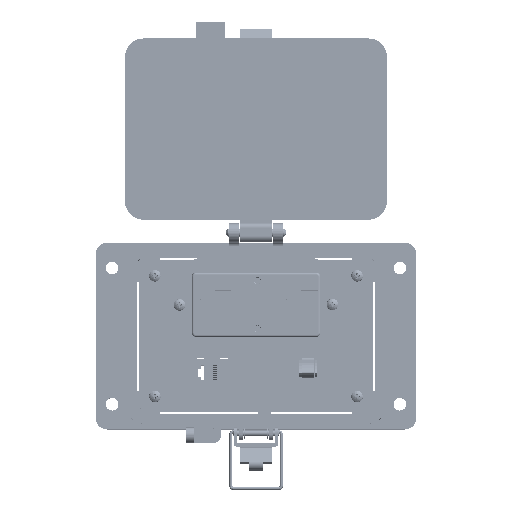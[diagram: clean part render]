
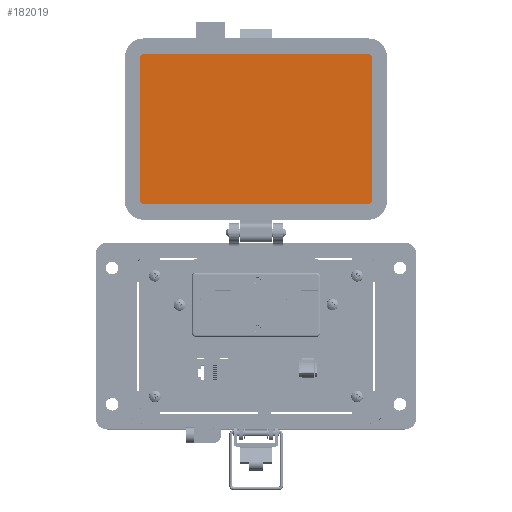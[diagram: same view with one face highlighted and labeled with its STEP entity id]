
A CAD part, top view. The second image highlights one B-rep face of the part: STEP entity #182019.
In plain terms, the highlighted planar face has unit normal (0, 0, 1).
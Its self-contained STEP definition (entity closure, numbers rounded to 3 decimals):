
#724 = EDGE_CURVE ( 'NONE', #177077, #58872, #23295, .T. ) ;
#2701 = CARTESIAN_POINT ( 'NONE',  ( 59.502, 69.55, 8.694 ) ) ;
#3769 = LINE ( 'NONE', #2701, #65468 ) ;
#7551 = PLANE ( 'NONE',  #84243 ) ;
#8895 = LINE ( 'NONE', #156819, #215765 ) ;
#19892 = AXIS2_PLACEMENT_3D ( 'NONE', #162993, #29361, #196959 ) ;
#21553 = ORIENTED_EDGE ( 'NONE', *, *, #65282, .F. ) ;
#23272 = DIRECTION ( 'NONE',  ( 0., 0., -1. ) ) ;
#23295 = LINE ( 'NONE', #91175, #91413 ) ;
#23929 = VECTOR ( 'NONE', #73395, 1000. ) ;
#29361 = DIRECTION ( 'NONE',  ( 0., 0., -1. ) ) ;
#33610 = DIRECTION ( 'NONE',  ( 0., 0., -1. ) ) ;
#35063 = EDGE_CURVE ( 'NONE', #197110, #108982, #8895, .T. ) ;
#35188 = LINE ( 'NONE', #88739, #23929 ) ;
#37282 = CIRCLE ( 'NONE', #19892, 1.785 ) ;
#43308 = CARTESIAN_POINT ( 'NONE',  ( -59.505, 69.55, 8.694 ) ) ;
#45036 = EDGE_CURVE ( 'NONE', #82868, #197110, #215186, .T. ) ;
#51648 = EDGE_CURVE ( 'NONE', #180923, #82868, #3769, .T. ) ;
#56853 = CARTESIAN_POINT ( 'NONE',  ( -30.745, 145.119, 8.694 ) ) ;
#58872 = VERTEX_POINT ( 'NONE', #216459 ) ;
#60125 = EDGE_CURVE ( 'NONE', #126771, #180923, #151399, .T. ) ;
#65282 = EDGE_CURVE ( 'NONE', #108982, #177077, #37282, .T. ) ;
#65468 = VECTOR ( 'NONE', #203195, 1000. ) ;
#68691 = CIRCLE ( 'NONE', #191176, 1.785 ) ;
#71483 = CARTESIAN_POINT ( 'NONE',  ( -57.72, 143.334, 8.694 ) ) ;
#73395 = DIRECTION ( 'NONE',  ( 1., 0., 0. ) ) ;
#82868 = VERTEX_POINT ( 'NONE', #127492 ) ;
#84243 = AXIS2_PLACEMENT_3D ( 'NONE', #56853, #123675, #191626 ) ;
#85678 = AXIS2_PLACEMENT_3D ( 'NONE', #208497, #104468, #108769 ) ;
#88739 = CARTESIAN_POINT ( 'NONE',  ( 57.717, 145.119, 8.694 ) ) ;
#90076 = DIRECTION ( 'NONE',  ( 0., -1., 0. ) ) ;
#91175 = CARTESIAN_POINT ( 'NONE',  ( -59.505, 143.334, 8.694 ) ) ;
#91413 = VECTOR ( 'NONE', #158006, 1000. ) ;
#93757 = ORIENTED_EDGE ( 'NONE', *, *, #35063, .F. ) ;
#95037 = ORIENTED_EDGE ( 'NONE', *, *, #51648, .F. ) ;
#99012 = AXIS2_PLACEMENT_3D ( 'NONE', #181533, #33610, #165069 ) ;
#104468 = DIRECTION ( 'NONE',  ( 0., 0., -1. ) ) ;
#107496 = DIRECTION ( 'NONE',  ( -1., 0., 0. ) ) ;
#108769 = DIRECTION ( 'NONE',  ( 0., -1., 0. ) ) ;
#108982 = VERTEX_POINT ( 'NONE', #173160 ) ;
#115898 = CARTESIAN_POINT ( 'NONE',  ( 57.717, 67.765, 8.694 ) ) ;
#123501 = ORIENTED_EDGE ( 'NONE', *, *, #124176, .F. ) ;
#123675 = DIRECTION ( 'NONE',  ( 0., 0., 1. ) ) ;
#124176 = EDGE_CURVE ( 'NONE', #58872, #124305, #68691, .T. ) ;
#124305 = VERTEX_POINT ( 'NONE', #183112 ) ;
#126771 = VERTEX_POINT ( 'NONE', #200423 ) ;
#127492 = CARTESIAN_POINT ( 'NONE',  ( 59.502, 69.55, 8.694 ) ) ;
#138840 = ORIENTED_EDGE ( 'NONE', *, *, #60125, .F. ) ;
#151399 = CIRCLE ( 'NONE', #99012, 1.785 ) ;
#156550 = FACE_OUTER_BOUND ( 'NONE', #180676, .T. ) ;
#156819 = CARTESIAN_POINT ( 'NONE',  ( -57.72, 67.765, 8.694 ) ) ;
#158006 = DIRECTION ( 'NONE',  ( 0., 1., 0. ) ) ;
#162993 = CARTESIAN_POINT ( 'NONE',  ( -57.72, 69.55, 8.694 ) ) ;
#165069 = DIRECTION ( 'NONE',  ( 0., -1., 0. ) ) ;
#173160 = CARTESIAN_POINT ( 'NONE',  ( -57.72, 67.765, 8.694 ) ) ;
#175565 = EDGE_CURVE ( 'NONE', #124305, #126771, #35188, .T. ) ;
#177077 = VERTEX_POINT ( 'NONE', #43308 ) ;
#178554 = ORIENTED_EDGE ( 'NONE', *, *, #45036, .F. ) ;
#180676 = EDGE_LOOP ( 'NONE', ( #123501, #203239, #21553, #93757, #178554, #95037, #138840, #180808 ) ) ;
#180808 = ORIENTED_EDGE ( 'NONE', *, *, #175565, .F. ) ;
#180923 = VERTEX_POINT ( 'NONE', #212591 ) ;
#181533 = CARTESIAN_POINT ( 'NONE',  ( 57.717, 143.334, 8.694 ) ) ;
#182019 = ADVANCED_FACE ( 'NONE', ( #156550 ), #7551, .T. ) ;
#183112 = CARTESIAN_POINT ( 'NONE',  ( -57.72, 145.119, 8.694 ) ) ;
#191176 = AXIS2_PLACEMENT_3D ( 'NONE', #71483, #23272, #90076 ) ;
#191626 = DIRECTION ( 'NONE',  ( 0., -1., 0. ) ) ;
#196959 = DIRECTION ( 'NONE',  ( 0., -1., 0. ) ) ;
#197110 = VERTEX_POINT ( 'NONE', #115898 ) ;
#200423 = CARTESIAN_POINT ( 'NONE',  ( 57.717, 145.119, 8.694 ) ) ;
#203195 = DIRECTION ( 'NONE',  ( 0., -1., 0. ) ) ;
#203239 = ORIENTED_EDGE ( 'NONE', *, *, #724, .F. ) ;
#208497 = CARTESIAN_POINT ( 'NONE',  ( 57.717, 69.55, 8.694 ) ) ;
#212591 = CARTESIAN_POINT ( 'NONE',  ( 59.502, 143.334, 8.694 ) ) ;
#215186 = CIRCLE ( 'NONE', #85678, 1.785 ) ;
#215765 = VECTOR ( 'NONE', #107496, 1000. ) ;
#216459 = CARTESIAN_POINT ( 'NONE',  ( -59.505, 143.334, 8.694 ) ) ;
